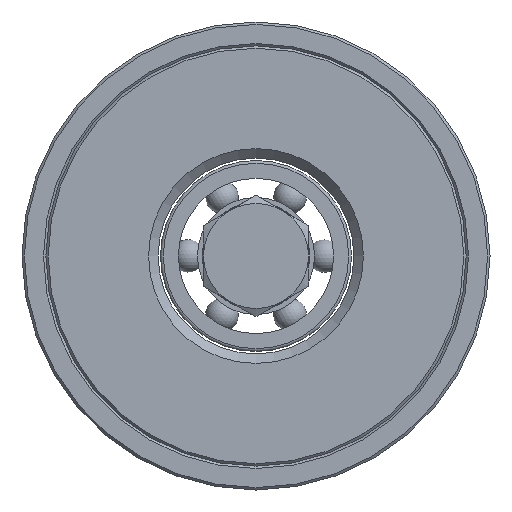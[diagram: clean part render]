
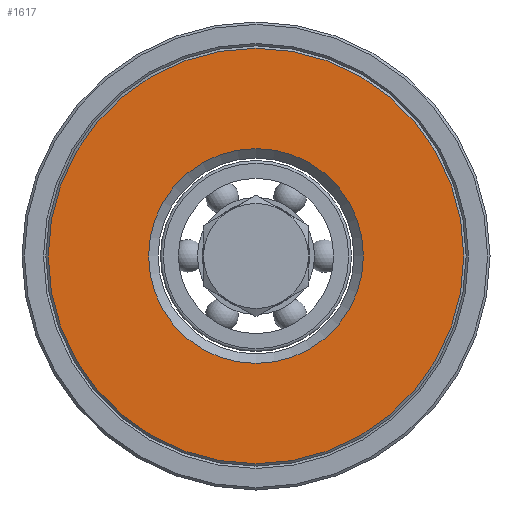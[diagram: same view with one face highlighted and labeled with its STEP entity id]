
A CAD part, left-side view. The second image highlights one B-rep face of the part: STEP entity #1617.
In plain terms, the highlighted face is planar.
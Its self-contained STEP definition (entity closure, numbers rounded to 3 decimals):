
#135=FACE_BOUND('',#293,.T.);
#164=PLANE('',#1858);
#196=FACE_OUTER_BOUND('',#292,.T.);
#292=EDGE_LOOP('',(#1118,#1119));
#293=EDGE_LOOP('',(#1120));
#524=CIRCLE('',#1855,22.5);
#527=CIRCLE('',#1859,43.5);
#528=CIRCLE('',#1860,43.5);
#686=VERTEX_POINT('',#2719);
#689=VERTEX_POINT('',#2727);
#690=VERTEX_POINT('',#2728);
#873=EDGE_CURVE('',#686,#686,#524,.T.);
#877=EDGE_CURVE('',#689,#690,#527,.T.);
#878=EDGE_CURVE('',#690,#689,#528,.T.);
#1118=ORIENTED_EDGE('',*,*,#877,.T.);
#1119=ORIENTED_EDGE('',*,*,#878,.T.);
#1120=ORIENTED_EDGE('',*,*,#873,.F.);
#1617=ADVANCED_FACE('',(#196,#135),#164,.T.);
#1855=AXIS2_PLACEMENT_3D('',#2720,#2128,#2129);
#1858=AXIS2_PLACEMENT_3D('',#2726,#2135,#2136);
#1859=AXIS2_PLACEMENT_3D('',#2729,#2137,#2138);
#1860=AXIS2_PLACEMENT_3D('',#2730,#2139,#2140);
#2128=DIRECTION('center_axis',(0.,0.,-1.));
#2129=DIRECTION('ref_axis',(0.,-1.,0.));
#2135=DIRECTION('center_axis',(0.,0.,-1.));
#2136=DIRECTION('ref_axis',(-1.,0.,0.));
#2137=DIRECTION('center_axis',(0.,0.,-1.));
#2138=DIRECTION('ref_axis',(0.,1.,0.));
#2139=DIRECTION('center_axis',(0.,0.,-1.));
#2140=DIRECTION('ref_axis',(0.,1.,0.));
#2719=CARTESIAN_POINT('',(0.,22.5,-12.5));
#2720=CARTESIAN_POINT('Origin',(0.,0.,-12.5));
#2726=CARTESIAN_POINT('Origin',(0.,0.,-12.5));
#2727=CARTESIAN_POINT('',(0.,43.5,-12.5));
#2728=CARTESIAN_POINT('',(0.,-43.5,-12.5));
#2729=CARTESIAN_POINT('Origin',(0.,0.,-12.5));
#2730=CARTESIAN_POINT('Origin',(0.,0.,-12.5));
